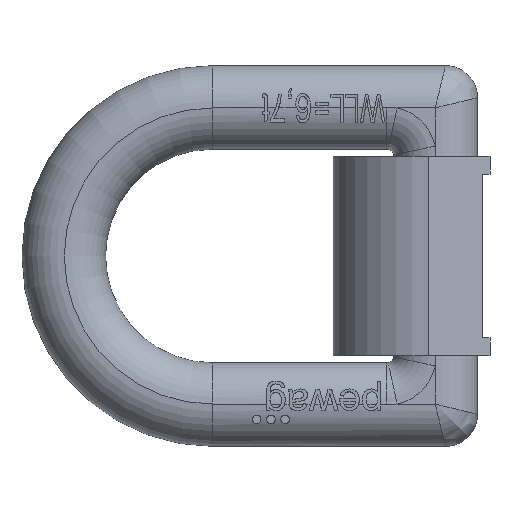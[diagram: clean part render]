
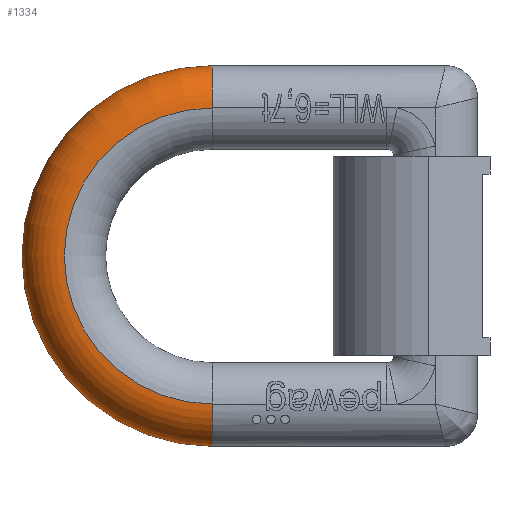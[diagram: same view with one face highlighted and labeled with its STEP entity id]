
A CAD part, left-side view. The second image highlights one B-rep face of the part: STEP entity #1334.
In plain terms, the highlighted toroidal (fillet/blend) face has major radius 41.6 mm and minor radius 11.9 mm.
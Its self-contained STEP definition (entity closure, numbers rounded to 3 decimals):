
#187=TOROIDAL_SURFACE('',#8807,41.6,11.9);
#1334=ADVANCED_FACE('',(#1849),#187,.T.);
#1849=FACE_OUTER_BOUND('',#2296,.T.);
#2296=EDGE_LOOP('',(#3236,#3237,#3238,#3239));
#2745=CIRCLE('',#8712,53.5);
#2764=CIRCLE('',#8752,11.9);
#2777=CIRCLE('',#8776,11.9);
#2784=CIRCLE('',#8806,41.6);
#3236=ORIENTED_EDGE('',*,*,#6435,.T.);
#3237=ORIENTED_EDGE('',*,*,#6504,.F.);
#3238=ORIENTED_EDGE('',*,*,#6361,.F.);
#3239=ORIENTED_EDGE('',*,*,#6276,.F.);
#5419=VERTEX_POINT('',#10947);
#5421=VERTEX_POINT('',#10953);
#5482=VERTEX_POINT('',#11249);
#5563=VERTEX_POINT('',#11747);
#6276=EDGE_CURVE('',#5421,#5419,#2745,.T.);
#6361=EDGE_CURVE('',#5419,#5482,#2764,.T.);
#6435=EDGE_CURVE('',#5421,#5563,#2777,.T.);
#6504=EDGE_CURVE('',#5482,#5563,#2784,.T.);
#8712=AXIS2_PLACEMENT_3D('',#10954,#9284,#9285);
#8752=AXIS2_PLACEMENT_3D('',#11281,#9394,#9395);
#8776=AXIS2_PLACEMENT_3D('',#11748,#9463,#9464);
#8806=AXIS2_PLACEMENT_3D('',#12382,#9535,#9536);
#8807=AXIS2_PLACEMENT_3D('',#12383,#9537,#9538);
#9284=DIRECTION('',(1.,0.,0.));
#9285=DIRECTION('',(0.,0.,1.));
#9394=DIRECTION('',(0.,-1.,0.));
#9395=DIRECTION('',(0.,0.,-1.));
#9463=DIRECTION('',(0.,1.,0.));
#9464=DIRECTION('',(0.,0.,1.));
#9535=DIRECTION('',(-1.,0.,0.));
#9536=DIRECTION('',(0.,0.,1.));
#9537=DIRECTION('',(-1.,0.,0.));
#9538=DIRECTION('',(0.,0.,1.));
#10947=CARTESIAN_POINT('',(-0.1,78.,53.5));
#10953=CARTESIAN_POINT('',(-0.1,78.,-53.5));
#10954=CARTESIAN_POINT('',(-0.1,78.,0.));
#11249=CARTESIAN_POINT('',(-12.,78.,41.6));
#11281=CARTESIAN_POINT('',(-0.1,78.,41.6));
#11747=CARTESIAN_POINT('',(-12.,78.,-41.6));
#11748=CARTESIAN_POINT('',(-0.1,78.,-41.6));
#12382=CARTESIAN_POINT('',(-12.,78.,0.));
#12383=CARTESIAN_POINT('',(-0.1,78.,0.));
